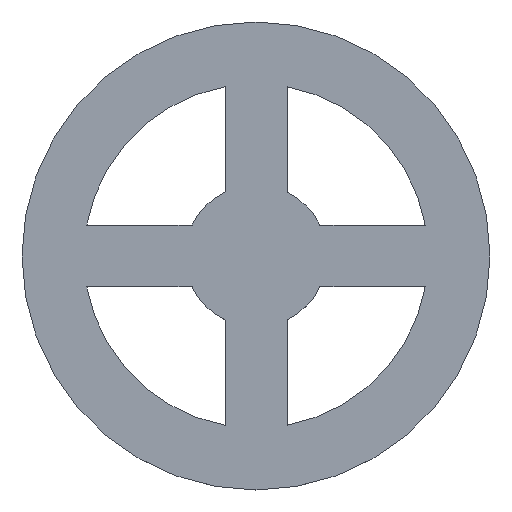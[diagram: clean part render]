
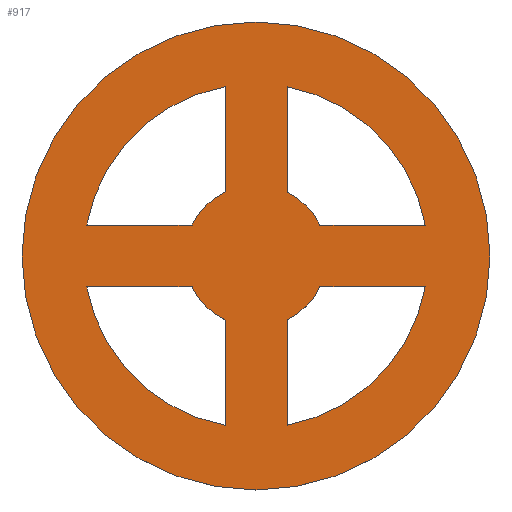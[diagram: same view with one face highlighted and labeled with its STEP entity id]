
A CAD part, top view. The second image highlights one B-rep face of the part: STEP entity #917.
In plain terms, the highlighted planar face has unit normal (0, 0, 1).
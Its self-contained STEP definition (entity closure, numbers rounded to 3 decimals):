
#33=FACE_BOUND('',#183,.T.);
#34=FACE_BOUND('',#184,.T.);
#35=FACE_BOUND('',#185,.T.);
#36=FACE_BOUND('',#186,.T.);
#64=PLANE('',#1023);
#114=FACE_OUTER_BOUND('',#182,.T.);
#182=EDGE_LOOP('',(#796));
#183=EDGE_LOOP('',(#797,#798,#799,#800));
#184=EDGE_LOOP('',(#801,#802,#803,#804));
#185=EDGE_LOOP('',(#805,#806,#807,#808));
#186=EDGE_LOOP('',(#809,#810,#811,#812));
#247=LINE('',#1473,#328);
#250=LINE('',#1480,#331);
#253=LINE('',#1489,#334);
#256=LINE('',#1496,#337);
#258=LINE('',#1501,#339);
#261=LINE('',#1509,#342);
#265=LINE('',#1521,#346);
#268=LINE('',#1528,#349);
#328=VECTOR('',#1205,10.);
#331=VECTOR('',#1214,10.);
#334=VECTOR('',#1223,10.);
#337=VECTOR('',#1232,10.);
#339=VECTOR('',#1236,10.);
#342=VECTOR('',#1245,10.);
#346=VECTOR('',#1259,10.);
#349=VECTOR('',#1268,10.);
#393=CIRCLE('',#998,84.75);
#394=CIRCLE('',#1001,35.);
#395=CIRCLE('',#1004,84.75);
#396=CIRCLE('',#1007,35.);
#397=CIRCLE('',#1011,35.);
#398=CIRCLE('',#1014,84.75);
#399=CIRCLE('',#1016,84.75);
#400=CIRCLE('',#1019,35.);
#401=CIRCLE('',#1022,115.25);
#463=VERTEX_POINT('',#1466);
#464=VERTEX_POINT('',#1468);
#465=VERTEX_POINT('',#1472);
#466=VERTEX_POINT('',#1476);
#467=VERTEX_POINT('',#1482);
#468=VERTEX_POINT('',#1484);
#469=VERTEX_POINT('',#1488);
#470=VERTEX_POINT('',#1492);
#471=VERTEX_POINT('',#1498);
#472=VERTEX_POINT('',#1500);
#473=VERTEX_POINT('',#1504);
#474=VERTEX_POINT('',#1508);
#475=VERTEX_POINT('',#1514);
#476=VERTEX_POINT('',#1516);
#477=VERTEX_POINT('',#1520);
#478=VERTEX_POINT('',#1524);
#479=VERTEX_POINT('',#1530);
#565=EDGE_CURVE('',#464,#463,#393,.T.);
#567=EDGE_CURVE('',#465,#464,#247,.T.);
#569=EDGE_CURVE('',#466,#465,#394,.T.);
#571=EDGE_CURVE('',#463,#466,#250,.T.);
#573=EDGE_CURVE('',#468,#467,#395,.T.);
#575=EDGE_CURVE('',#469,#468,#253,.T.);
#577=EDGE_CURVE('',#470,#469,#396,.T.);
#579=EDGE_CURVE('',#467,#470,#256,.T.);
#581=EDGE_CURVE('',#472,#471,#258,.T.);
#583=EDGE_CURVE('',#473,#472,#397,.T.);
#585=EDGE_CURVE('',#474,#473,#261,.T.);
#587=EDGE_CURVE('',#471,#474,#398,.T.);
#589=EDGE_CURVE('',#476,#475,#399,.T.);
#591=EDGE_CURVE('',#477,#476,#265,.T.);
#593=EDGE_CURVE('',#478,#477,#400,.T.);
#595=EDGE_CURVE('',#475,#478,#268,.T.);
#596=EDGE_CURVE('',#479,#479,#401,.T.);
#796=ORIENTED_EDGE('',*,*,#596,.T.);
#797=ORIENTED_EDGE('',*,*,#595,.T.);
#798=ORIENTED_EDGE('',*,*,#593,.T.);
#799=ORIENTED_EDGE('',*,*,#591,.T.);
#800=ORIENTED_EDGE('',*,*,#589,.T.);
#801=ORIENTED_EDGE('',*,*,#587,.T.);
#802=ORIENTED_EDGE('',*,*,#585,.T.);
#803=ORIENTED_EDGE('',*,*,#583,.T.);
#804=ORIENTED_EDGE('',*,*,#581,.T.);
#805=ORIENTED_EDGE('',*,*,#579,.T.);
#806=ORIENTED_EDGE('',*,*,#577,.T.);
#807=ORIENTED_EDGE('',*,*,#575,.T.);
#808=ORIENTED_EDGE('',*,*,#573,.T.);
#809=ORIENTED_EDGE('',*,*,#571,.T.);
#810=ORIENTED_EDGE('',*,*,#569,.T.);
#811=ORIENTED_EDGE('',*,*,#567,.T.);
#812=ORIENTED_EDGE('',*,*,#565,.T.);
#917=ADVANCED_FACE('',(#114,#33,#34,#35,#36),#64,.T.);
#998=AXIS2_PLACEMENT_3D('',#1469,#1200,#1201);
#1001=AXIS2_PLACEMENT_3D('',#1477,#1209,#1210);
#1004=AXIS2_PLACEMENT_3D('',#1485,#1218,#1219);
#1007=AXIS2_PLACEMENT_3D('',#1493,#1227,#1228);
#1011=AXIS2_PLACEMENT_3D('',#1505,#1240,#1241);
#1014=AXIS2_PLACEMENT_3D('',#1512,#1249,#1250);
#1016=AXIS2_PLACEMENT_3D('',#1517,#1254,#1255);
#1019=AXIS2_PLACEMENT_3D('',#1525,#1263,#1264);
#1022=AXIS2_PLACEMENT_3D('',#1531,#1271,#1272);
#1023=AXIS2_PLACEMENT_3D('',#1533,#1274,#1275);
#1200=DIRECTION('center_axis',(0.,0.,-1.));
#1201=DIRECTION('ref_axis',(-1.,0.,0.));
#1205=DIRECTION('',(1.,0.,0.));
#1209=DIRECTION('center_axis',(0.,0.,1.));
#1210=DIRECTION('ref_axis',(-1.,0.,0.));
#1214=DIRECTION('',(0.,1.,0.));
#1218=DIRECTION('center_axis',(0.,0.,-1.));
#1219=DIRECTION('ref_axis',(-1.,0.,0.));
#1223=DIRECTION('',(-1.,0.,0.));
#1227=DIRECTION('center_axis',(0.,0.,1.));
#1228=DIRECTION('ref_axis',(-1.,0.,0.));
#1232=DIRECTION('',(0.,-1.,0.));
#1236=DIRECTION('',(0.,1.,0.));
#1240=DIRECTION('center_axis',(0.,0.,1.));
#1241=DIRECTION('ref_axis',(-1.,0.,0.));
#1245=DIRECTION('',(-1.,0.,0.));
#1249=DIRECTION('center_axis',(0.,0.,-1.));
#1250=DIRECTION('ref_axis',(-1.,0.,0.));
#1254=DIRECTION('center_axis',(0.,0.,-1.));
#1255=DIRECTION('ref_axis',(-1.,0.,0.));
#1259=DIRECTION('',(0.,-1.,0.));
#1263=DIRECTION('center_axis',(0.,0.,1.));
#1264=DIRECTION('ref_axis',(-1.,0.,0.));
#1268=DIRECTION('',(1.,0.,0.));
#1271=DIRECTION('center_axis',(0.,0.,1.));
#1272=DIRECTION('ref_axis',(-1.,0.,0.));
#1274=DIRECTION('center_axis',(0.,0.,1.));
#1275=DIRECTION('ref_axis',(-1.,0.,0.));
#1466=CARTESIAN_POINT('',(36.,-73.071,31.));
#1468=CARTESIAN_POINT('',(103.867,-5.,31.));
#1469=CARTESIAN_POINT('Origin',(20.5,10.25,31.));
#1472=CARTESIAN_POINT('',(52.003,-5.,31.));
#1473=CARTESIAN_POINT('',(120.5,-5.,31.));
#1476=CARTESIAN_POINT('',(36.,-21.131,31.));
#1477=CARTESIAN_POINT('Origin',(20.5,10.25,31.));
#1480=CARTESIAN_POINT('',(36.,110.25,31.));
#1482=CARTESIAN_POINT('',(5.5,93.662,31.));
#1484=CARTESIAN_POINT('',(-62.867,25.5,31.));
#1485=CARTESIAN_POINT('Origin',(20.5,10.25,31.));
#1488=CARTESIAN_POINT('',(-11.003,25.5,31.));
#1489=CARTESIAN_POINT('',(-79.5,25.5,31.));
#1492=CARTESIAN_POINT('',(5.5,41.873,31.));
#1493=CARTESIAN_POINT('Origin',(20.5,10.25,31.));
#1496=CARTESIAN_POINT('',(5.5,-89.75,31.));
#1498=CARTESIAN_POINT('',(36.,93.571,31.));
#1500=CARTESIAN_POINT('',(36.,41.631,31.));
#1501=CARTESIAN_POINT('',(36.,110.25,31.));
#1504=CARTESIAN_POINT('',(52.003,25.5,31.));
#1505=CARTESIAN_POINT('Origin',(20.5,10.25,31.));
#1508=CARTESIAN_POINT('',(103.867,25.5,31.));
#1509=CARTESIAN_POINT('',(-79.5,25.5,31.));
#1512=CARTESIAN_POINT('Origin',(20.5,10.25,31.));
#1514=CARTESIAN_POINT('',(-62.867,-5.,31.));
#1516=CARTESIAN_POINT('',(5.5,-73.162,31.));
#1517=CARTESIAN_POINT('Origin',(20.5,10.25,31.));
#1520=CARTESIAN_POINT('',(5.5,-21.373,31.));
#1521=CARTESIAN_POINT('',(5.5,-89.75,31.));
#1524=CARTESIAN_POINT('',(-11.003,-5.,31.));
#1525=CARTESIAN_POINT('Origin',(20.5,10.25,31.));
#1528=CARTESIAN_POINT('',(120.5,-5.,31.));
#1530=CARTESIAN_POINT('',(135.75,10.25,31.));
#1531=CARTESIAN_POINT('Origin',(20.5,10.25,31.));
#1533=CARTESIAN_POINT('Origin',(20.5,10.25,31.));
